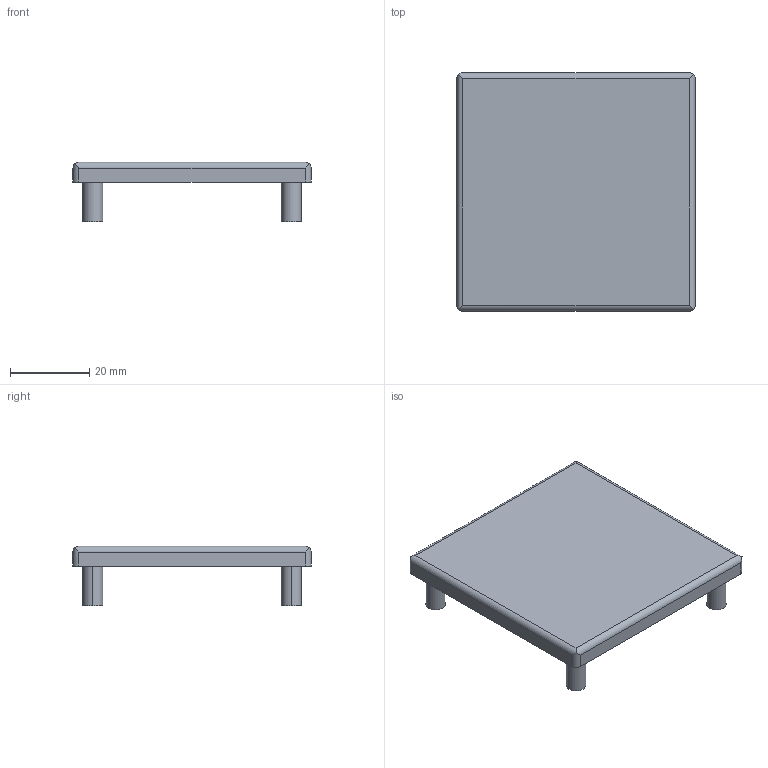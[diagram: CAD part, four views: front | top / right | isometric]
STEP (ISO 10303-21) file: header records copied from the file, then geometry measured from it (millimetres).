
FILE_DESCRIPTION(('Creo Elements/Direct Modeling STEP Export'),'2;1');
FILE_NAME('44.0305.10_Abdeckkappe-MMS-44_60x60x5-leitfähig.stp','2022-03-21T 8:55:17',(''),(''),'PTC Creo Elements/Direct Modeling STEP processor for AP214 (Solid Model)','PTC Creo Elements/Direct Modeling 19.0C 15-Aug-2015 (C) Parametric Technology GmbH','');
FILE_SCHEMA(('AUTOMOTIVE_DESIGN { 1 0 10303 214 1 1 1 1 }'));
Length unit declared in the file: millimetre
Products named in the file (2): Abdeckkappe-MMS-44_60x60x5-leitfähig_44.0305.10-K-Modell.02
Assembly tree (1 placements, depth 2):
  Abdeckkappe-MMS-44_60x60x5-leitfähig_44.0305.10-K-Modell.02
    Abdeckkappe-MMS-44_60x60x5-leitfähig_44.0305.10-K-Modell.02
Bounding box: 60 x 60 x 15 mm (x, y, z)
Volume: 18663 mm3; surface area: 8859.4 mm2
Topology: 1 solids, 1 shells, 26 faces, 60 edges, 40 vertices
Faces by surface type: cylinder 16, plane 10
Entity records: 761 total; most frequent: DIRECTION 132, CARTESIAN_POINT 120, ORIENTED_EDGE 120, EDGE_CURVE 60, AXIS2_PLACEMENT_3D 52, VERTEX_POINT 40, EDGE_LOOP 30, VECTOR 28
